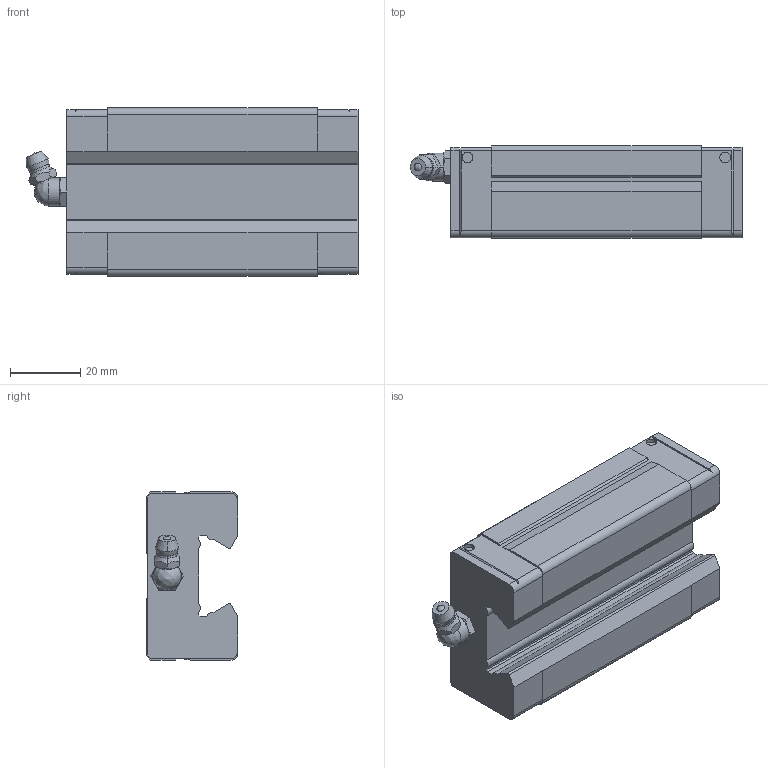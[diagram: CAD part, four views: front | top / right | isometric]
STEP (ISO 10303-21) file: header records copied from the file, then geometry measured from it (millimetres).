
FILE_DESCRIPTION (( 'STEP AP214' ), '1' );
FILE_NAME ('SSR25XWSS, Føringsvogn, Bondy.STEP', '2020-06-15T08:35:06', ( '' ), ( '' ), 'SwSTEP 2.0', 'SolidWorks 2020', '' );
FILE_SCHEMA (( 'AUTOMOTIVE_DESIGN' ));
Length unit declared in the file: millimetre
Products named in the file (3): _SSR25XWYSSB 1Slide20-35; _SSR25XWYSSBGNPJ-20-35; SSR25XWSS, Føringsvogn, Bondy
Assembly tree (2 placements, depth 2):
  SSR25XWSS, Føringsvogn, Bondy
    _SSR25XWYSSB 1Slide20-35
    _SSR25XWYSSBGNPJ-20-35
Bounding box: 94.6 x 26.2 x 48 mm (x, y, z)
Volume: 84046.5 mm3; surface area: 18118.9 mm2
Topology: 2 solids, 2 shells, 179 faces, 456 edges, 280 vertices
Faces by surface type: plane 96, cylinder 38, cone 38, bspline 7
Entity records: 5623 total; most frequent: CARTESIAN_POINT 1275, DIRECTION 886, ORIENTED_EDGE 882, EDGE_CURVE 441, AXIS2_PLACEMENT_3D 301, VECTOR 284, LINE 284, VERTEX_POINT 280
